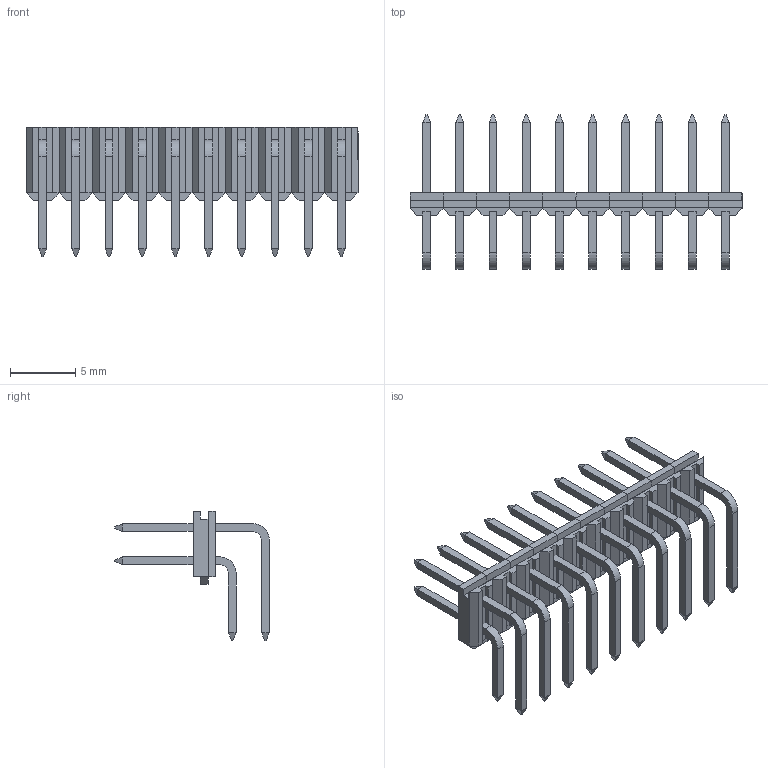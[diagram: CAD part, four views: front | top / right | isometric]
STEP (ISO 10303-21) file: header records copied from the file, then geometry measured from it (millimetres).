
FILE_DESCRIPTION((''),'2;1');
FILE_NAME('STELVIO-KONTEK_3910401120400.stp','2013-08-29T14:51:47',(''),(''),'Mechanical Desktop 2011','Mechanical Desktop 2011',', , ');
FILE_SCHEMA(('AUTOMOTIVE_DESIGN { 1 2 10303 214 1 1 1 1 }'));
Length unit declared in the file: millimetre
Products named in the file (1): Product
Bounding box: 25.4 x 11.84 x 9.87 mm (x, y, z)
Volume: 310.2 mm3; surface area: 1401 mm2
Topology: 60 solids, 60 shells, 700 faces, 1580 edges, 1000 vertices
Faces by surface type: plane 660, cylinder 40
Entity records: 18977 total; most frequent: CARTESIAN_POINT 3281, ORIENTED_EDGE 3160, DIRECTION 3062, EDGE_CURVE 1580, VECTOR 1500, LINE 1500, VERTEX_POINT 1000, AXIS2_PLACEMENT_3D 781
